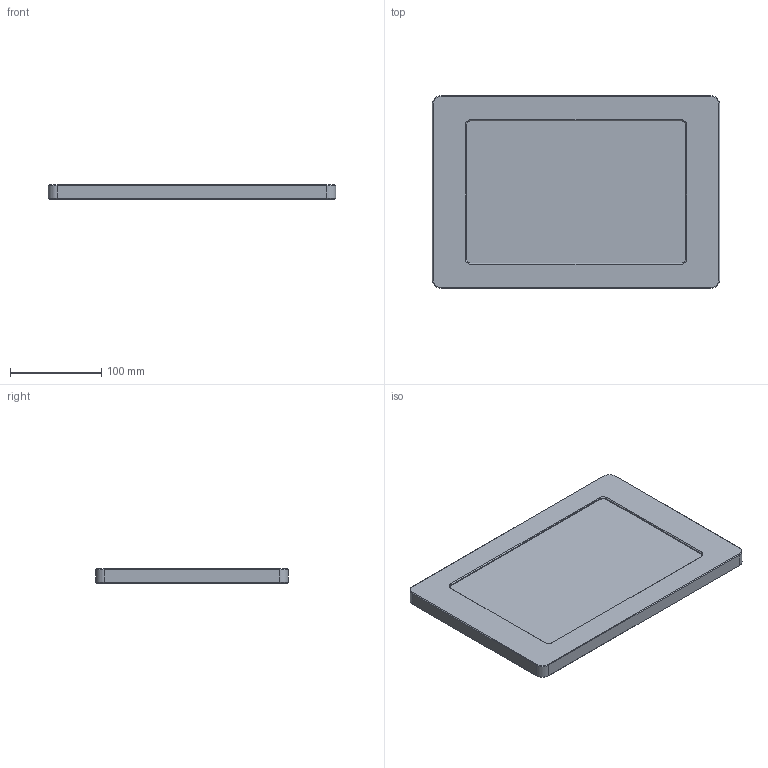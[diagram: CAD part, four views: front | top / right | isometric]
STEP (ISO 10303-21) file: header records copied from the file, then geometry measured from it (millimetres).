
FILE_DESCRIPTION(/* description */ (''),/* implementation_level */ '2;1');
FILE_NAME(/* name */ 'vb_vesa_gts5e105.step',/* time_stamp */ '2020-10-08T10:57:03-04:00',/* author */ ('NickC'),/* organization */ (''),/* preprocessor_version */ 'ST-DEVELOPER v17',/* originating_system */ 'Autodesk Inventor 2019',/* authorisation */ '');
FILE_SCHEMA (('AUTOMOTIVE_DESIGN { 1 0 10303 214 3 1 1 }'));
Length unit declared in the file: inch
Products named in the file (1): Part1
Bounding box: 314.83 x 210.82 x 15.75 mm (x, y, z)
Volume: 959929.6 mm3; surface area: 152013.7 mm2
Topology: 1 solids, 8 shells, 718 faces, 1877 edges, 1237 vertices
Faces by surface type: plane 474, cylinder 105, cone 90, bspline 49
Full cylindrical faces by diameter (mm): 2.438 x27, 3.251 x4, 3.306 x16, 4.166 x9, 4.978 x8, 38.1 x1
Entity records: 25816 total; most frequent: CARTESIAN_POINT 8024, ORIENTED_EDGE 3754, DIRECTION 3242, EDGE_CURVE 1877, LINE 1276, VECTOR 1276, VERTEX_POINT 1237, AXIS2_PLACEMENT_3D 983
